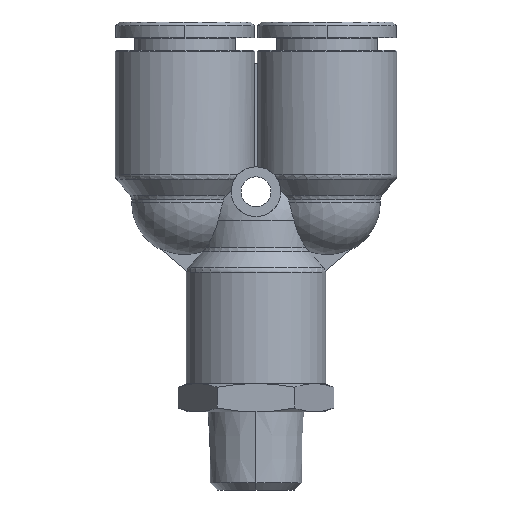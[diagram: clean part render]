
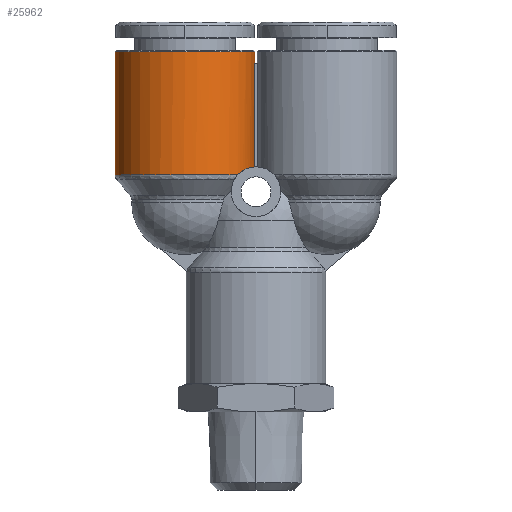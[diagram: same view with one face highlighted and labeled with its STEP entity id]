
A CAD part, front view. The second image highlights one B-rep face of the part: STEP entity #25962.
In plain terms, the highlighted cylindrical face has radius 9.85 mm (diameter 19.7 mm), a partial arc.
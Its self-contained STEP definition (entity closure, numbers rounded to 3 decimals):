
#805=CARTESIAN_POINT('',(-17.292,0.,-19.85));
#806=VERTEX_POINT('',#805);
#1149=CARTESIAN_POINT('',(-34.628,0.,-19.85));
#1150=VERTEX_POINT('',#1149);
#1151=CARTESIAN_POINT('',(-34.628,0.,-19.85));
#1152=DIRECTION('',(1.0,0.0,0.0));
#1153=VECTOR('',#1152,17.336);
#1154=LINE('',#1151,#1153);
#1155=EDGE_CURVE('',#1150,#806,#1154,.T.);
#1157=CARTESIAN_POINT('',(-34.628,0.,-0.15));
#1158=VERTEX_POINT('',#1157);
#1166=CARTESIAN_POINT('',(-32.928,0.,-0.15));
#1167=VERTEX_POINT('',#1166);
#1168=CARTESIAN_POINT('',(-32.928,0.,-0.15));
#1169=DIRECTION('',(-1.0,0.,0.0));
#1170=VECTOR('',#1169,1.7);
#1171=LINE('',#1168,#1170);
#1172=EDGE_CURVE('',#1167,#1158,#1171,.T.);
#1226=CARTESIAN_POINT('',(-18.418,-1.5,-0.265));
#1227=VERTEX_POINT('',#1226);
#1235=CARTESIAN_POINT('',(-17.292,-6.479,-2.581));
#1236=VERTEX_POINT('',#1235);
#1237=CARTESIAN_POINT('',(-17.292,-6.479,-2.581));
#1238=CARTESIAN_POINT('',(-17.392,-6.375,-2.49));
#1239=CARTESIAN_POINT('',(-17.481,-6.265,-2.398));
#1240=CARTESIAN_POINT('',(-17.71,-5.938,-2.136));
#1241=CARTESIAN_POINT('',(-17.829,-5.709,-1.968));
#1242=CARTESIAN_POINT('',(-18.124,-4.975,-1.478));
#1243=CARTESIAN_POINT('',(-18.235,-4.423,-1.176));
#1244=CARTESIAN_POINT('',(-18.372,-3.237,-0.675));
#1245=CARTESIAN_POINT('',(-18.398,-2.603,-0.477));
#1246=CARTESIAN_POINT('',(-18.414,-1.804,-0.315));
#1247=CARTESIAN_POINT('',(-18.417,-1.652,-0.288));
#1248=CARTESIAN_POINT('',(-18.418,-1.5,-0.265));
#1249=B_SPLINE_CURVE_WITH_KNOTS('',3,(#1237,#1238,#1239,#1240,#1241,#1242,#1243,#1244,#1245,#1246,#1247,#1248),.UNSPECIFIED.,.F.,.U.,(4,2,2,2,2,4),(12.741,13.268,14.235,16.17,18.104,18.555),.UNSPECIFIED.);
#1250=EDGE_CURVE('',#1236,#1227,#1249,.T.);
#14308=CARTESIAN_POINT('',(-34.628,0.,-10.));
#14309=DIRECTION('',(-1.0,0.,0.0));
#14310=DIRECTION('',(0.0,0.0,-1.0));
#14311=AXIS2_PLACEMENT_3D('',#14308,#14309,#14310);
#14312=CIRCLE('',#14311,9.85);
#14313=EDGE_CURVE('',#1150,#1158,#14312,.T.);
#25855=CARTESIAN_POINT('',(-32.928,-1.5,-0.265));
#25856=VERTEX_POINT('',#25855);
#25863=CARTESIAN_POINT('',(-18.418,-1.5,-0.265));
#25864=DIRECTION('',(-1.0,0.0,0.0));
#25865=VECTOR('',#25864,14.51);
#25866=LINE('',#25863,#25865);
#25867=EDGE_CURVE('',#1227,#25856,#25866,.T.);
#25936=CARTESIAN_POINT('',(-24.928,0.,-10.));
#25937=DIRECTION('',(1.0,0.,0.));
#25938=DIRECTION('',(0.,0.,-1.0));
#25939=AXIS2_PLACEMENT_3D('',#25936,#25937,#25938);
#25940=CYLINDRICAL_SURFACE('',#25939,9.85);
#25941=ORIENTED_EDGE('',*,*,#1155,.T.);
#25942=CARTESIAN_POINT('',(-17.292,0.,-10.));
#25943=DIRECTION('',(1.0,0.0,0.0));
#25944=DIRECTION('',(0.0,0.0,-1.0));
#25945=AXIS2_PLACEMENT_3D('',#25942,#25943,#25944);
#25946=CIRCLE('',#25945,9.85);
#25947=EDGE_CURVE('',#1236,#806,#25946,.T.);
#25948=ORIENTED_EDGE('',*,*,#25947,.F.);
#25949=ORIENTED_EDGE('',*,*,#1250,.T.);
#25950=ORIENTED_EDGE('',*,*,#25867,.T.);
#25951=CARTESIAN_POINT('',(-32.928,0.,-10.));
#25952=DIRECTION('',(1.0,0.0,0.0));
#25953=DIRECTION('',(0.0,0.0,1.0));
#25954=AXIS2_PLACEMENT_3D('',#25951,#25952,#25953);
#25955=CIRCLE('',#25954,9.85);
#25956=EDGE_CURVE('',#1167,#25856,#25955,.T.);
#25957=ORIENTED_EDGE('',*,*,#25956,.F.);
#25958=ORIENTED_EDGE('',*,*,#1172,.T.);
#25959=ORIENTED_EDGE('',*,*,#14313,.F.);
#25960=EDGE_LOOP('',(#25941,#25948,#25949,#25950,#25957,#25958,#25959));
#25961=FACE_OUTER_BOUND('',#25960,.T.);
#25962=ADVANCED_FACE('',(#25961),#25940,.T.);
